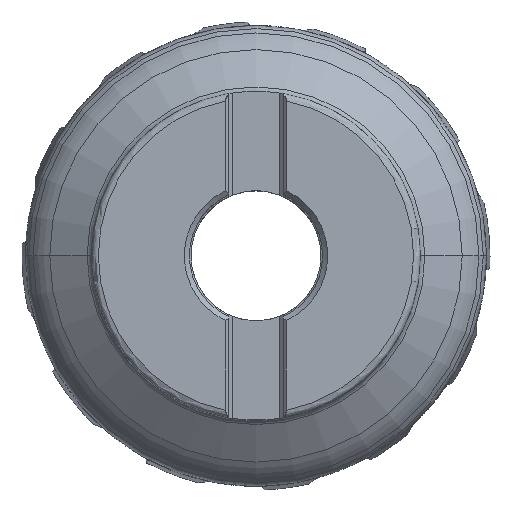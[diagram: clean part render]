
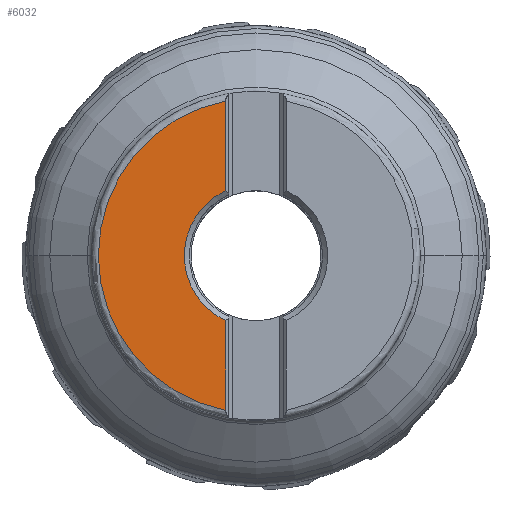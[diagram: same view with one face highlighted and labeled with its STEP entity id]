
A CAD part, top view. The second image highlights one B-rep face of the part: STEP entity #6032.
In plain terms, the highlighted planar face has unit normal (0, 0, 1).
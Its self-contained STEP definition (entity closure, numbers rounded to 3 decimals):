
#876=PLANE('',#34420);
#2577=LINE('',#61180,#4193);
#2578=LINE('',#61186,#4194);
#4193=VECTOR('',#40579,1.);
#4194=VECTOR('',#40586,1.);
#6032=ADVANCED_FACE('',(#8206),#876,.T.);
#8206=FACE_OUTER_BOUND('',#10008,.T.);
#10008=EDGE_LOOP('',(#17387,#17388,#17389,#17390,#17391));
#11786=CIRCLE('',#34410,21.05);
#11790=CIRCLE('',#34418,46.25);
#11791=CIRCLE('',#34419,46.25);
#17387=ORIENTED_EDGE('',*,*,#28288,.F.);
#17388=ORIENTED_EDGE('',*,*,#28289,.F.);
#17389=ORIENTED_EDGE('',*,*,#28290,.F.);
#17390=ORIENTED_EDGE('',*,*,#28291,.F.);
#17391=ORIENTED_EDGE('',*,*,#28275,.F.);
#24330=VERTEX_POINT('',#61114);
#24331=VERTEX_POINT('',#61116);
#24339=VERTEX_POINT('',#61179);
#24340=VERTEX_POINT('',#61183);
#24341=VERTEX_POINT('',#61185);
#28275=EDGE_CURVE('',#24330,#24331,#11786,.T.);
#28288=EDGE_CURVE('',#24339,#24330,#2577,.T.);
#28289=EDGE_CURVE('',#24340,#24339,#11790,.T.);
#28290=EDGE_CURVE('',#24341,#24340,#11791,.T.);
#28291=EDGE_CURVE('',#24331,#24341,#2578,.T.);
#34410=AXIS2_PLACEMENT_3D('',#61115,#40560,#40561);
#34418=AXIS2_PLACEMENT_3D('',#61182,#40582,#40583);
#34419=AXIS2_PLACEMENT_3D('',#61184,#40584,#40585);
#34420=AXIS2_PLACEMENT_3D('',#61187,#40587,#40588);
#40560=DIRECTION('',(0.,0.,1.));
#40561=DIRECTION('',(-0.425,0.905,0.));
#40579=DIRECTION('',(0.,-1.,0.));
#40582=DIRECTION('',(0.,0.,-1.));
#40583=DIRECTION('',(-1.,0.,0.));
#40584=DIRECTION('',(0.,0.,-1.));
#40585=DIRECTION('',(-0.193,-0.981,0.));
#40586=DIRECTION('',(0.,-1.,0.));
#40587=DIRECTION('',(0.,0.,1.));
#40588=DIRECTION('',(-1.,0.,0.));
#61114=CARTESIAN_POINT('',(-8.938,19.058,0.));
#61115=CARTESIAN_POINT('',(0.,0.,0.));
#61116=CARTESIAN_POINT('',(-8.937,-19.058,0.));
#61179=CARTESIAN_POINT('',(-8.938,45.378,0.));
#61180=CARTESIAN_POINT('',(-8.938,45.378,0.));
#61182=CARTESIAN_POINT('',(0.,0.,0.));
#61183=CARTESIAN_POINT('',(-46.25,-0.015,0.));
#61184=CARTESIAN_POINT('',(0.,0.,0.));
#61185=CARTESIAN_POINT('',(-8.937,-45.378,0.));
#61186=CARTESIAN_POINT('',(-8.937,-19.058,0.));
#61187=CARTESIAN_POINT('',(-27.594,0.,0.));
